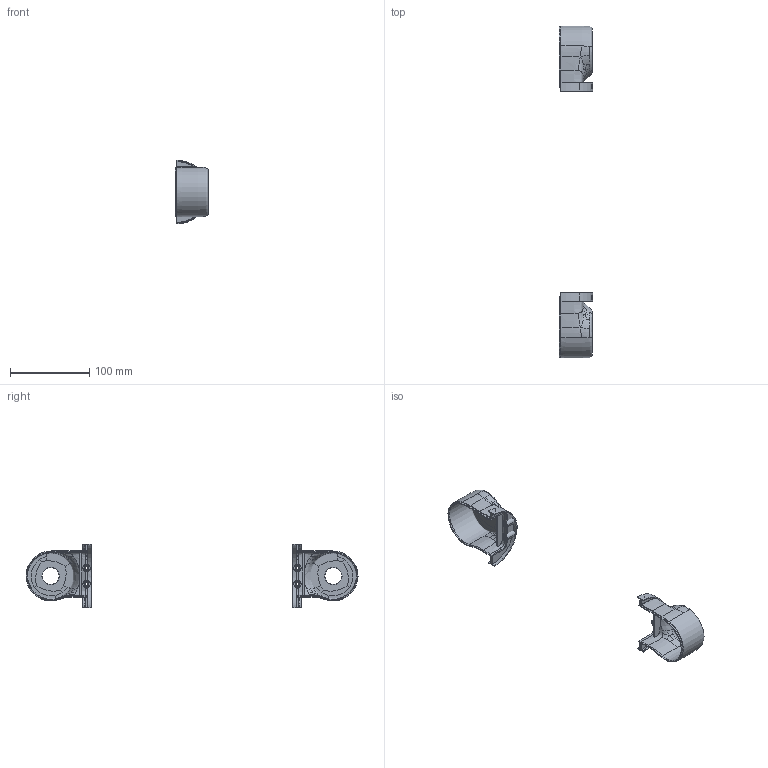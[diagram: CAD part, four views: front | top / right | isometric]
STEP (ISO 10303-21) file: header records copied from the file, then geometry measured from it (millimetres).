
FILE_DESCRIPTION(/* description */ (''),/* implementation_level */ '2;1');
FILE_NAME(/* name */ 'Upper_Arm_Root_Rear.stp',/* time_stamp */ '2025-05-16T17:54:06+08:00',/* author */ (''),/* organization */ (''),/* preprocessor_version */ 'ST-DEVELOPER v19.2',/* originating_system */ 'Rhino 8.17',/* authorisation */ '');
FILE_SCHEMA (('CONFIG_CONTROL_DESIGN'));
Length unit declared in the file: centimetre
Products named in the file (1): Document
Bounding box: 42.04 x 417.73 x 80.21 mm (x, y, z)
Volume: 51655.3 mm3; surface area: 65812.5 mm2
Topology: 32 solids, 32 shells, 500 faces, 1230 edges, 770 vertices
Faces by surface type: plane 222, bspline 184, cylinder 94
Entity records: 36398 total; most frequent: CARTESIAN_POINT 27438, ORIENTED_EDGE 2460, EDGE_CURVE 1230, B_SPLINE_CURVE_WITH_KNOTS 888, VERTEX_POINT 770, DIRECTION 660, EDGE_LOOP 508, ADVANCED_FACE 500
